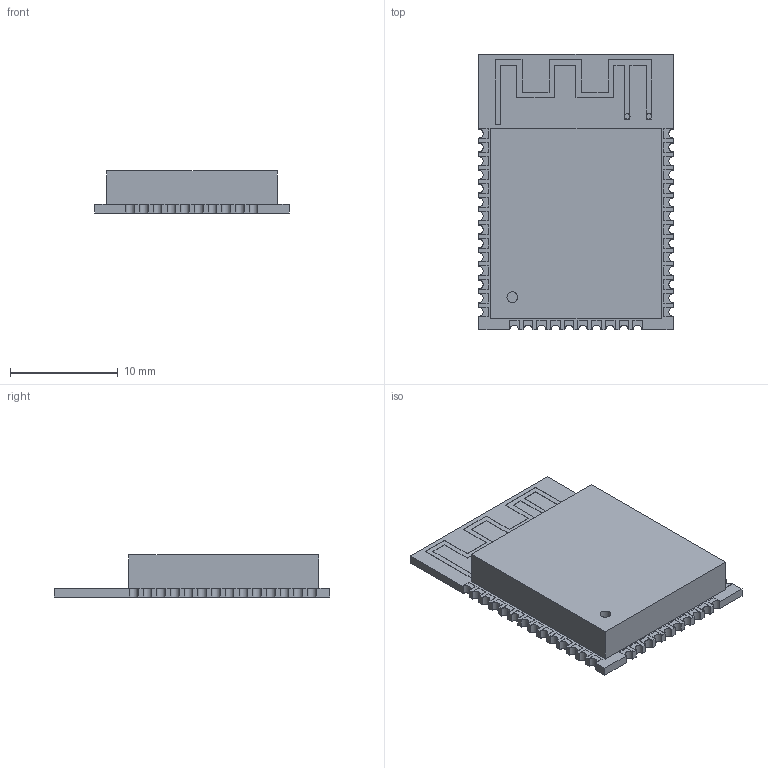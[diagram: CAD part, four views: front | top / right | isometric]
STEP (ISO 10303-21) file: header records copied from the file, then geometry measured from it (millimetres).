
FILE_DESCRIPTION(/* description */ (''),/* implementation_level */ '2;1');
FILE_NAME(/* name */ 'ESP32 v8.step',/* time_stamp */ '2018-04-24T09:47:07-05:00',/* author */ ('christianCGKQ9'),/* organization */ (''),/* preprocessor_version */ 'ST-DEVELOPER v17',/* originating_system */ 'Autodesk Translation Framework v7.1.0.215',/* authorisation */ '');
FILE_SCHEMA (('AUTOMOTIVE_DESIGN { 1 0 10303 214 3 1 1 }'));
Length unit declared in the file: millimetre
Products named in the file (3): ESP32; PCB; Module
Assembly tree (2 placements, depth 2):
  ESP32
    PCB
    Module
Bounding box: 18 x 25.5 x 3.9 mm (x, y, z)
Volume: 1220.4 mm3; surface area: 1760.9 mm2
Topology: 2 solids, 2 shells, 291 faces, 837 edges, 551 vertices
Faces by surface type: plane 246, cylinder 45
Full cylindrical faces by diameter (mm): 1 x1
Entity records: 9509 total; most frequent: CARTESIAN_POINT 1685, ORIENTED_EDGE 1674, DIRECTION 1524, EDGE_CURVE 837, LINE 744, VECTOR 744, VERTEX_POINT 551, AXIS2_PLACEMENT_3D 390
